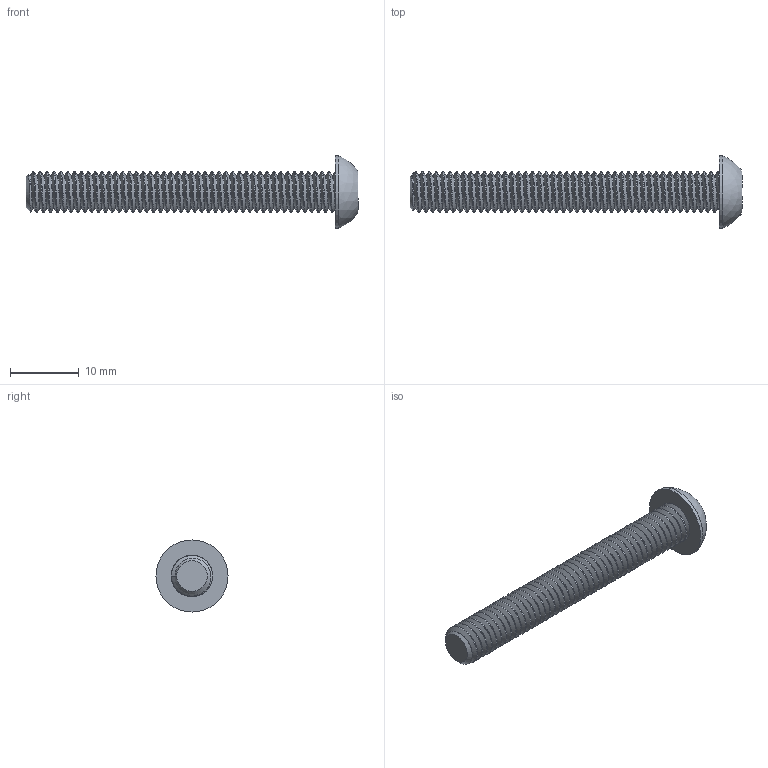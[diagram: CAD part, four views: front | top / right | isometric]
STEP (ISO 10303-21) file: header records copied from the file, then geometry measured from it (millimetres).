
FILE_DESCRIPTION(/* description */ (''),/* implementation_level */ '2;1');
FILE_NAME(/* name */ 'M6x45BHCS-0 v1.step',/* time_stamp */ '2020-09-15T08:15:36-04:00',/* author */ (''),/* organization */ (''),/* preprocessor_version */ 'ST-DEVELOPER v18.1',/* originating_system */ 'Autodesk Translation Framework v9.3.0.1241',/* authorisation */ '');
FILE_SCHEMA (('AUTOMOTIVE_DESIGN { 1 0 10303 214 3 1 1 }'));
Length unit declared in the file: millimetre
Products named in the file (2): M6x45BHCS-0; 92095A250
Assembly tree (1 placements, depth 2):
  M6x45BHCS-0
    92095A250
Bounding box: 48.3 x 10.5 x 10.5 mm (x, y, z)
Volume: 1192.9 mm3; surface area: 1626.5 mm2
Topology: 1 solids, 1 shells, 118 faces, 326 edges, 213 vertices
Faces by surface type: cylinder 96, plane 12, cone 7, bspline 2, sphere 1
Full cylindrical faces by diameter (mm): 4.701 x45, 6 x44, 10.5 x1
Entity records: 10856 total; most frequent: CARTESIAN_POINT 8285, ORIENTED_EDGE 652, DIRECTION 380, EDGE_CURVE 326, VERTEX_POINT 213, AXIS2_PLACEMENT_3D 133, EDGE_LOOP 121, FACE_OUTER_BOUND 118
